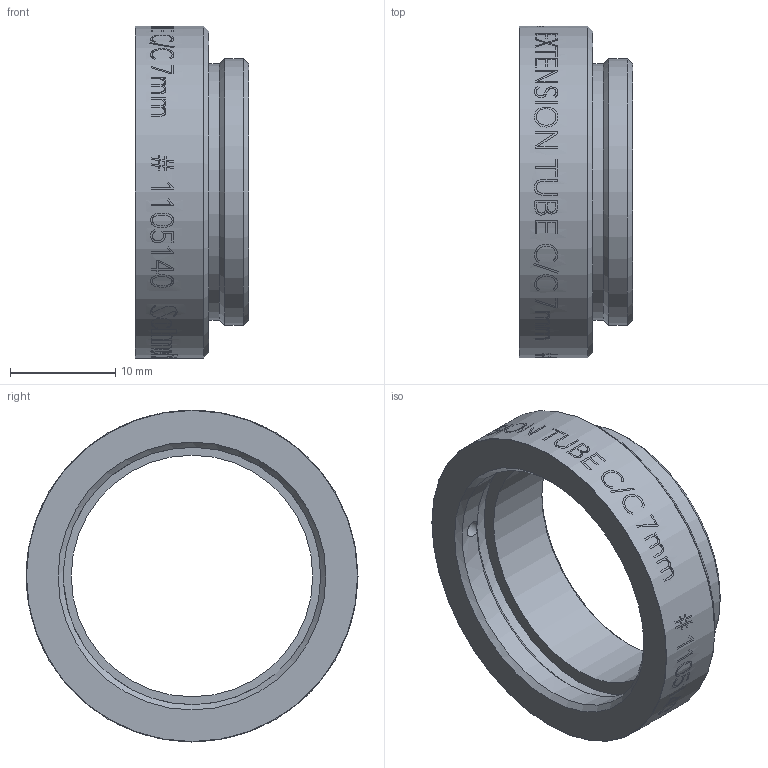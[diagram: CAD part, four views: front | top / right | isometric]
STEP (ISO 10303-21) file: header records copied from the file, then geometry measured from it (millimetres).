
FILE_DESCRIPTION(/* description */ (''),/* implementation_level */ '2;1');
FILE_NAME(/* name */ '1105140_00169280_001.stp',/* time_stamp */ '2022-12-21T11:13:10+01:00',/* author */ (''),/* organization */ (''),/* preprocessor_version */ 'ST-DEVELOPER v16',/* originating_system */ 'SIEMENS PLM Software NX 10.0',/* authorisation */ '');
FILE_SCHEMA (('AP203_CONFIGURATION_CONTROLLED_3D_DESIGN_OF_MECHANICAL_PARTS_AND_ASSEMBLIES_MIM_LF { 1 0 10303 403 2 1 2}'));
Length unit declared in the file: millimetre
Products named in the file (1): huet58A43CBD89ve
Bounding box: 10.8 x 31.6 x 31.6 mm (x, y, z)
Volume: 5128.3 mm3; surface area: 6422.2 mm2
Topology: 2 solids, 4 shells, 154 faces, 875 edges, 860 vertices
Faces by surface type: cylinder 134, cone 12, plane 8
Full cylindrical faces by diameter (mm): 1.6 x2, 23 x2, 24.4 x2, 24.5 x2, 25.4 x2, 25.5 x2, 31.52 x2, 31.6 x2
Entity records: 11520 total; most frequent: CARTESIAN_POINT 5756, ORIENTED_EDGE 1618, EDGE_CURVE 812, VERTEX_POINT 810, B_SPLINE_CURVE_WITH_KNOTS 776, DIRECTION 419, EDGE_LOOP 312, FACE_BOUND 216
